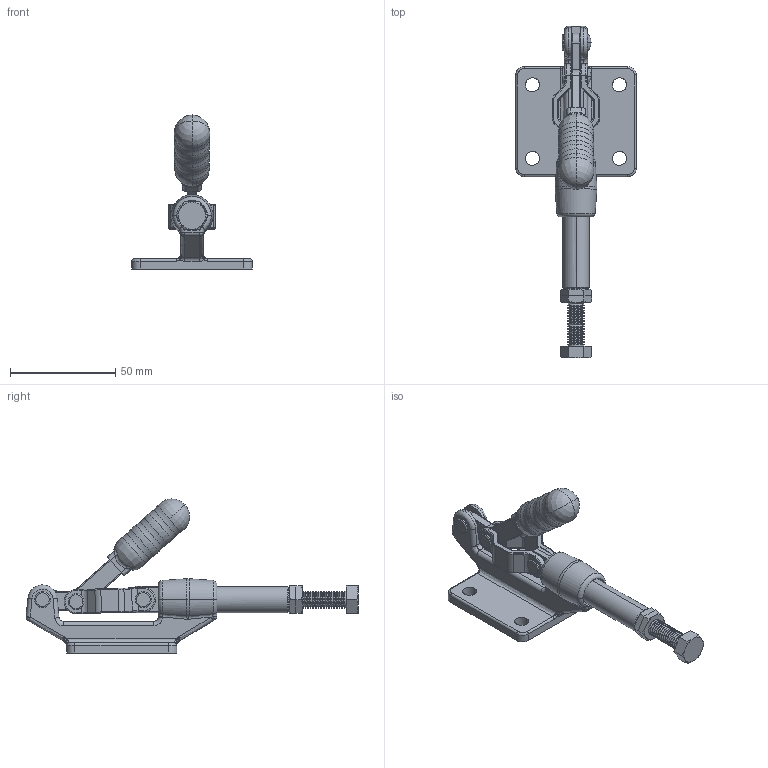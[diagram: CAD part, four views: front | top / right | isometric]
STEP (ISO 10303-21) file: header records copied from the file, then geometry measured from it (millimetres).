
FILE_DESCRIPTION((''),' ');
FILE_NAME('GH-304CM.stp',' ',('stephen'),('BIB design'),' ','ACIS 14.0',' ');
FILE_SCHEMA(('automotive_design'));
Length unit declared in the file: inch
Products named in the file (12): Part_698; Part_697; Part_3214; Part_145355; Part_145354; Part_152742; Part_152801; Part_152718; Part_2312; Part_2557; Part_2556
Bounding box: 57.4 x 157.99 x 73.31 mm (x, y, z)
Volume: 52595.4 mm3; surface area: 28700.9 mm2
Topology: 11 solids, 11 shells, 732 faces, 2045 edges, 1316 vertices
Faces by surface type: revolution 411, bspline 137, cylinder 108, plane 70, torus 6
Entity records: 68050 total; most frequent: CARTESIAN_POINT 27035, PRESENTATION_STYLE_ASSIGNMENT 4641, COLOUR_RGB 4641, STYLED_ITEM 4079, ORIENTED_EDGE 4038, DIRECTION 2753, CURVE_STYLE 2582, EDGE_CURVE 2019
